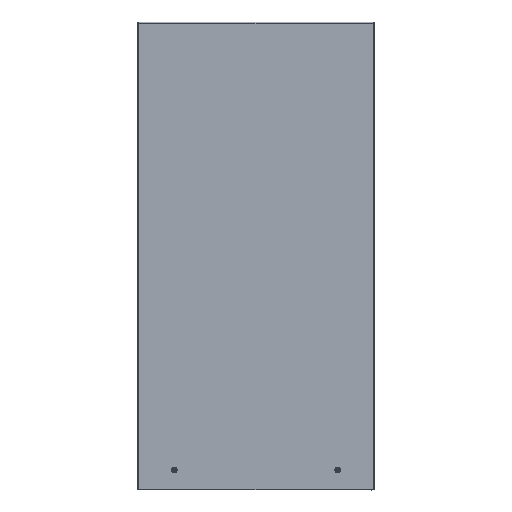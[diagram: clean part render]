
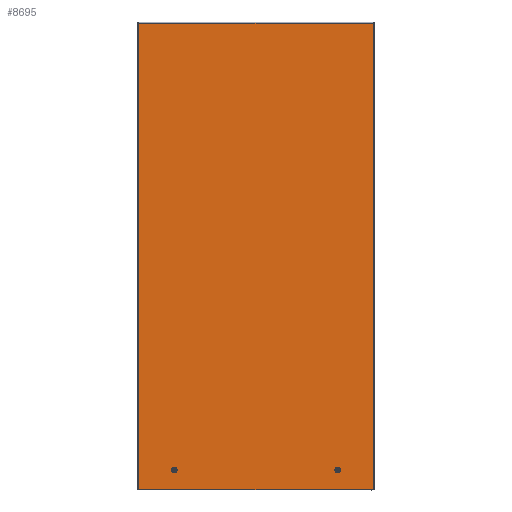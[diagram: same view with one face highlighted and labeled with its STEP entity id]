
A CAD part, top view. The second image highlights one B-rep face of the part: STEP entity #8695.
In plain terms, the highlighted free-form (B-spline) face has degree [1, 1] with [2, 2] control points.
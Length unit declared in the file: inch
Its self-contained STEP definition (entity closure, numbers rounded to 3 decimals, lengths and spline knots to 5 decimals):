
#6765=CARTESIAN_POINT('V170',(-7.57809,16.93671,
   0.22));
#6766=VERTEX_POINT('V170',#6765);
#6819=CARTESIAN_POINT('V177',(-7.57809,-2.99729,
   0.22));
#6820=VERTEX_POINT('V177',#6819);
#6914=CARTESIAN_POINT('E274',(-7.57809,16.93671,
   0.22));
#6915=CARTESIAN_POINT('E274',(-7.57809,-2.99729,
   0.22));
#6916=QUASI_UNIFORM_CURVE('E274',1,(#6914,#6915),.POLYLINE_FORM.,.F.,
   .U.);
#6917=EDGE_CURVE('E274',#6766,#6820,#6916,.T.);
#6927=CARTESIAN_POINT('V176',(2.44991,-2.99729,
   0.22));
#6928=VERTEX_POINT('V176',#6927);
#6981=CARTESIAN_POINT('V175',(2.44991,16.93671,
   0.22));
#6982=VERTEX_POINT('V175',#6981);
#7076=CARTESIAN_POINT('E272',(2.44991,-2.99729,
   0.22));
#7077=CARTESIAN_POINT('E272',(2.44991,16.93671,
   0.22));
#7078=QUASI_UNIFORM_CURVE('E272',1,(#7076,#7077),.POLYLINE_FORM.,.F.,
   .U.);
#7079=EDGE_CURVE('E272',#6928,#6982,#7078,.T.);
#7089=CARTESIAN_POINT('V173',(2.44591,16.95471,
   0.22));
#7090=VERTEX_POINT('V173',#7089);
#7143=CARTESIAN_POINT('V172',(-7.57409,16.95471,
   0.22));
#7144=VERTEX_POINT('V172',#7143);
#7238=CARTESIAN_POINT('E269',(2.44591,16.95471,
   0.22));
#7239=CARTESIAN_POINT('E269',(-7.57409,16.95471,
   0.22));
#7240=QUASI_UNIFORM_CURVE('E269',1,(#7238,#7239),.POLYLINE_FORM.,.F.,
   .U.);
#7241=EDGE_CURVE('E269',#7090,#7144,#7240,.T.);
#8204=CARTESIAN_POINT('V169',(1.06091,-2.14929,
   0.22));
#8205=VERTEX_POINT('V169',#8204);
#8206=CARTESIAN_POINT('E266',(1.06091,-2.14929,
   0.22));
#8207=CARTESIAN_POINT('E266',(1.06091,-2.3658,
   0.22));
#8208=CARTESIAN_POINT('E266',(0.87341,-2.25755,
   0.22));
#8209=CARTESIAN_POINT('E266',(0.68591,-2.14929,
   0.22));
#8210=CARTESIAN_POINT('E266',(0.87341,-2.04104,
   0.22));
#8211=CARTESIAN_POINT('E266',(1.06091,-1.93279,
   0.22));
#8212=CARTESIAN_POINT('E266',(1.06091,-2.14929,
   0.22));
#8220=(BOUNDED_CURVE()B_SPLINE_CURVE(2,(#8206,#8207,#8208,#8209,
   #8210,#8211,#8212),.CIRCULAR_ARC.,.T.,.U.)
   B_SPLINE_CURVE_WITH_KNOTS((3,2,2,3),(0.0,0.33333,
   0.66667,1.0),.UNSPECIFIED.)CURVE()
   GEOMETRIC_REPRESENTATION_ITEM()RATIONAL_B_SPLINE_CURVE((1.0,
   0.5,1.0,0.5,1.0,0.5,1.0)
   )REPRESENTATION_ITEM('E266'));
#8221=EDGE_CURVE('E266',#8205,#8205,#8220,.T.);
#8273=CARTESIAN_POINT('V168',(-5.93909,-2.14929,
   0.22));
#8274=VERTEX_POINT('V168',#8273);
#8275=CARTESIAN_POINT('E265',(-5.93909,-2.14929,
   0.22));
#8276=CARTESIAN_POINT('E265',(-5.93909,-2.3658,
   0.22));
#8277=CARTESIAN_POINT('E265',(-6.12659,-2.25755,
   0.22));
#8278=CARTESIAN_POINT('E265',(-6.31409,-2.14929,
   0.22));
#8279=CARTESIAN_POINT('E265',(-6.12659,-2.04104,
   0.22));
#8280=CARTESIAN_POINT('E265',(-5.93909,-1.93279,
   0.22));
#8281=CARTESIAN_POINT('E265',(-5.93909,-2.14929,
   0.22));
#8289=(BOUNDED_CURVE()B_SPLINE_CURVE(2,(#8275,#8276,#8277,#8278,
   #8279,#8280,#8281),.CIRCULAR_ARC.,.T.,.U.)
   B_SPLINE_CURVE_WITH_KNOTS((3,2,2,3),(0.0,0.33333,
   0.66667,1.0),.UNSPECIFIED.)CURVE()
   GEOMETRIC_REPRESENTATION_ITEM()RATIONAL_B_SPLINE_CURVE((1.0,
   0.5,1.0,0.5,1.0,0.5,1.0)
   )REPRESENTATION_ITEM('E265'));
#8290=EDGE_CURVE('E265',#8274,#8274,#8289,.T.);
#8325=CARTESIAN_POINT('E273',(-7.57809,-2.99729,
   0.22));
#8326=CARTESIAN_POINT('E273',(2.44991,-2.99729,
   0.22));
#8327=QUASI_UNIFORM_CURVE('E273',1,(#8325,#8326),.POLYLINE_FORM.,.F.,
   .U.);
#8328=EDGE_CURVE('E273',#6820,#6928,#8327,.T.);
#8345=CARTESIAN_POINT('V174',(2.44591,16.93671,
   0.22));
#8346=VERTEX_POINT('V174',#8345);
#8347=CARTESIAN_POINT('E271',(2.44991,16.93671,
   0.22));
#8348=CARTESIAN_POINT('E271',(2.44591,16.93671,
   0.22));
#8349=QUASI_UNIFORM_CURVE('E271',1,(#8347,#8348),.POLYLINE_FORM.,.F.,
   .U.);
#8350=EDGE_CURVE('E271',#6982,#8346,#8349,.T.);
#8373=CARTESIAN_POINT('E270',(2.44591,16.93671,
   0.22));
#8374=CARTESIAN_POINT('E270',(2.44591,16.95471,
   0.22));
#8375=QUASI_UNIFORM_CURVE('E270',1,(#8373,#8374),.POLYLINE_FORM.,.F.,
   .U.);
#8376=EDGE_CURVE('E270',#8346,#7090,#8375,.T.);
#8393=CARTESIAN_POINT('V171',(-7.57409,16.93671,
   0.22));
#8394=VERTEX_POINT('V171',#8393);
#8395=CARTESIAN_POINT('E268',(-7.57409,16.95471,
   0.22));
#8396=CARTESIAN_POINT('E268',(-7.57409,16.93671,
   0.22));
#8397=QUASI_UNIFORM_CURVE('E268',1,(#8395,#8396),.POLYLINE_FORM.,.F.,
   .U.);
#8398=EDGE_CURVE('E268',#7144,#8394,#8397,.T.);
#8421=CARTESIAN_POINT('E267',(-7.57409,16.93671,
   0.22));
#8422=CARTESIAN_POINT('E267',(-7.57809,16.93671,
   0.22));
#8423=QUASI_UNIFORM_CURVE('E267',1,(#8421,#8422),.POLYLINE_FORM.,.F.,
   .U.);
#8424=EDGE_CURVE('E267',#8394,#6766,#8423,.T.);
#8674=CARTESIAN_POINT('F107',(2.45109,-2.99847,
   0.22));
#8675=CARTESIAN_POINT('F107',(2.45109,16.95589,
   0.22));
#8676=CARTESIAN_POINT('F107',(-7.57927,-2.99847,
   0.22));
#8677=CARTESIAN_POINT('F107',(-7.57927,16.95589,
   0.22));
#8678=B_SPLINE_SURFACE_WITH_KNOTS('F107',1,1,((#8674,#8676),(
   #8675,#8677)),.PLANE_SURF.,.F.,.F.,.U.,(2,2),(2,2),(0.0,
   1.9894),(0.0,1.0),.UNSPECIFIED.);
#8679=ORIENTED_EDGE('E267',*,*,#8424,.T.);
#8680=ORIENTED_EDGE('F184',*,*,#6917,.T.);
#8681=ORIENTED_EDGE('E273',*,*,#8328,.T.);
#8682=ORIENTED_EDGE('F178',*,*,#7079,.T.);
#8683=ORIENTED_EDGE('E271',*,*,#8350,.T.);
#8684=ORIENTED_EDGE('E270',*,*,#8376,.T.);
#8685=ORIENTED_EDGE('F172',*,*,#7241,.T.);
#8686=ORIENTED_EDGE('E268',*,*,#8398,.T.);
#8687=EDGE_LOOP('F107',(#8679,#8680,#8681,#8682,#8683,#8684,#8685,
   #8686));
#8688=FACE_OUTER_BOUND('F107',#8687,.T.);
#8689=ORIENTED_EDGE('E266',*,*,#8221,.T.);
#8690=EDGE_LOOP('F107',(#8689));
#8691=FACE_BOUND('F107',#8690,.T.);
#8692=ORIENTED_EDGE('E265',*,*,#8290,.T.);
#8693=EDGE_LOOP('F107',(#8692));
#8694=FACE_BOUND('F107',#8693,.T.);
#8695=ADVANCED_FACE('F107',(#8688,#8691,#8694),#8678,.T.);
